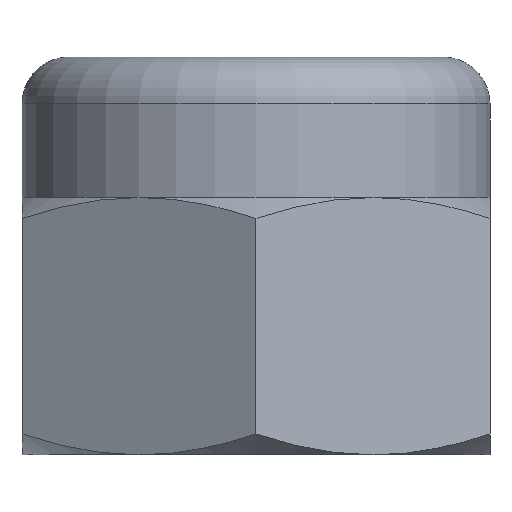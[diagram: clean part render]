
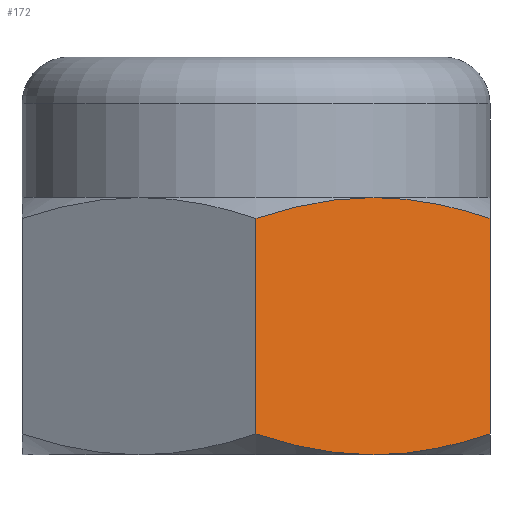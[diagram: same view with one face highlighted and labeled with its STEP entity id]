
A CAD part, front view. The second image highlights one B-rep face of the part: STEP entity #172.
In plain terms, the highlighted planar face has unit normal (0.5, -0.866, 0).
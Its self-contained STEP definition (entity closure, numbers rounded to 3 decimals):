
#24 = CARTESIAN_POINT ( 'NONE',  ( 3.346, -2.687, -0.139 ) ) ;
#39 = AXIS2_PLACEMENT_3D ( 'NONE', #551, #1042, #2030 ) ;
#44 = CARTESIAN_POINT ( 'NONE',  ( 0., -4.619, -0.357 ) ) ;
#53 = CARTESIAN_POINT ( 'NONE',  ( 4., -2.309, -0.357 ) ) ;
#112 = CARTESIAN_POINT ( 'NONE',  ( 0.326, -4.43, -4.152 ) ) ;
#172 = ADVANCED_FACE ( 'NONE', ( #559 ), #1524, .T. ) ;
#209 = VERTEX_POINT ( 'NONE', #395 ) ;
#221 = EDGE_CURVE ( 'NONE', #352, #781, #297, .T. ) ;
#297 = B_SPLINE_CURVE_WITH_KNOTS ( 'NONE', 3,
 ( #1379, #1404, #749, #755, #112, #592 ),
 .UNSPECIFIED., .F., .F.,
 ( 4, 2, 4 ),
 ( 0.002, 0.004, 0.005 ),
 .UNSPECIFIED. ) ;
#299 = ORIENTED_EDGE ( 'NONE', *, *, #356, .T. ) ;
#314 = B_SPLINE_CURVE_WITH_KNOTS ( 'NONE', 3,
 ( #53, #24, #1161, #1338 ),
 .UNSPECIFIED., .F., .F.,
 ( 4, 4 ),
 ( 0., 0.002 ),
 .UNSPECIFIED. ) ;
#352 = VERTEX_POINT ( 'NONE', #824 ) ;
#356 = EDGE_CURVE ( 'NONE', #209, #1957, #314, .T. ) ;
#376 = LINE ( 'NONE', #1849, #740 ) ;
#382 = DIRECTION ( 'NONE',  ( 0., 0., 1. ) ) ;
#394 = VERTEX_POINT ( 'NONE', #883 ) ;
#395 = CARTESIAN_POINT ( 'NONE',  ( 4., -2.309, -0.357 ) ) ;
#421 = CARTESIAN_POINT ( 'NONE',  ( 0.655, -4.24, -0.159 ) ) ;
#490 = EDGE_CURVE ( 'NONE', #394, #352, #1166, .T. ) ;
#551 = CARTESIAN_POINT ( 'NONE',  ( 0., -4.619, -4.4 ) ) ;
#559 = FACE_OUTER_BOUND ( 'NONE', #1881, .T. ) ;
#575 = VERTEX_POINT ( 'NONE', #44 ) ;
#581 = CARTESIAN_POINT ( 'NONE',  ( 0.326, -4.43, -0.248 ) ) ;
#590 = LINE ( 'NONE', #2003, #1248 ) ;
#591 = CARTESIAN_POINT ( 'NONE',  ( 3.346, -2.687, -4.261 ) ) ;
#592 = CARTESIAN_POINT ( 'NONE',  ( 0., -4.619, -4.043 ) ) ;
#740 = VECTOR ( 'NONE', #382, 1000. ) ;
#749 = CARTESIAN_POINT ( 'NONE',  ( 1.322, -3.856, -4.366 ) ) ;
#755 = CARTESIAN_POINT ( 'NONE',  ( 0.655, -4.24, -4.241 ) ) ;
#763 = EDGE_CURVE ( 'NONE', #781, #575, #590, .T. ) ;
#781 = VERTEX_POINT ( 'NONE', #1145 ) ;
#788 = ORIENTED_EDGE ( 'NONE', *, *, #1449, .T. ) ;
#824 = CARTESIAN_POINT ( 'NONE',  ( 2., -3.464, -4.4 ) ) ;
#860 = CARTESIAN_POINT ( 'NONE',  ( 1.322, -3.856, -0.034 ) ) ;
#883 = CARTESIAN_POINT ( 'NONE',  ( 4., -2.309, -4.043 ) ) ;
#903 = ORIENTED_EDGE ( 'NONE', *, *, #490, .F. ) ;
#907 = CARTESIAN_POINT ( 'NONE',  ( 2., -3.464, -4.4 ) ) ;
#924 = CARTESIAN_POINT ( 'NONE',  ( 2., -3.464, 0. ) ) ;
#1042 = DIRECTION ( 'NONE',  ( 0.5, -0.866, 0. ) ) ;
#1104 = EDGE_CURVE ( 'NONE', #394, #209, #376, .T. ) ;
#1145 = CARTESIAN_POINT ( 'NONE',  ( 0., -4.619, -4.043 ) ) ;
#1161 = CARTESIAN_POINT ( 'NONE',  ( 2.681, -3.071, 0. ) ) ;
#1166 = B_SPLINE_CURVE_WITH_KNOTS ( 'NONE', 3,
 ( #1547, #591, #2073, #907 ),
 .UNSPECIFIED., .F., .F.,
 ( 4, 4 ),
 ( 0., 0.002 ),
 .UNSPECIFIED. ) ;
#1191 = CARTESIAN_POINT ( 'NONE',  ( 1.661, -3.66, 0. ) ) ;
#1248 = VECTOR ( 'NONE', #1644, 1000. ) ;
#1338 = CARTESIAN_POINT ( 'NONE',  ( 2., -3.464, 0. ) ) ;
#1359 = CARTESIAN_POINT ( 'NONE',  ( 2., -3.464, 0. ) ) ;
#1378 = CARTESIAN_POINT ( 'NONE',  ( 0., -4.619, -0.357 ) ) ;
#1379 = CARTESIAN_POINT ( 'NONE',  ( 2., -3.464, -4.4 ) ) ;
#1404 = CARTESIAN_POINT ( 'NONE',  ( 1.661, -3.66, -4.4 ) ) ;
#1449 = EDGE_CURVE ( 'NONE', #1957, #575, #1752, .T. ) ;
#1524 = PLANE ( 'NONE',  #39 ) ;
#1547 = CARTESIAN_POINT ( 'NONE',  ( 4., -2.309, -4.043 ) ) ;
#1644 = DIRECTION ( 'NONE',  ( 0., 0., 1. ) ) ;
#1715 = ORIENTED_EDGE ( 'NONE', *, *, #1104, .T. ) ;
#1752 = B_SPLINE_CURVE_WITH_KNOTS ( 'NONE', 3,
 ( #1359, #1191, #860, #421, #581, #1378 ),
 .UNSPECIFIED., .F., .F.,
 ( 4, 2, 4 ),
 ( 0.002, 0.004, 0.005 ),
 .UNSPECIFIED. ) ;
#1849 = CARTESIAN_POINT ( 'NONE',  ( 4., -2.309, -4.4 ) ) ;
#1881 = EDGE_LOOP ( 'NONE', ( #1715, #299, #788, #2115, #1973, #903 ) ) ;
#1957 = VERTEX_POINT ( 'NONE', #924 ) ;
#1973 = ORIENTED_EDGE ( 'NONE', *, *, #221, .F. ) ;
#2003 = CARTESIAN_POINT ( 'NONE',  ( 0., -4.619, -4.4 ) ) ;
#2030 = DIRECTION ( 'NONE',  ( 0.866, 0.5, 0. ) ) ;
#2073 = CARTESIAN_POINT ( 'NONE',  ( 2.681, -3.071, -4.4 ) ) ;
#2115 = ORIENTED_EDGE ( 'NONE', *, *, #763, .F. ) ;
